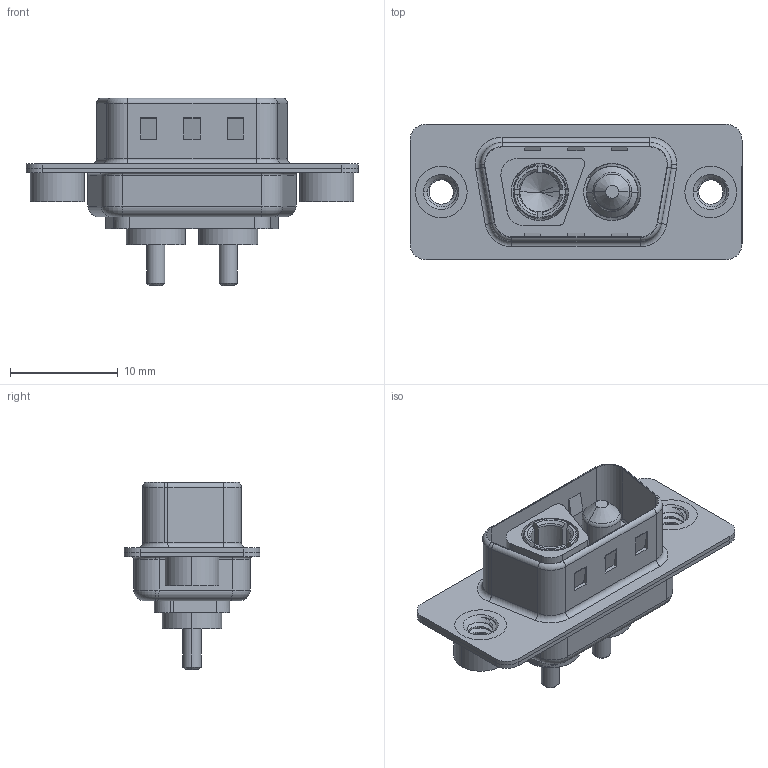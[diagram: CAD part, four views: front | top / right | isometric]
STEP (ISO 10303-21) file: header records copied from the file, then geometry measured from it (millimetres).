
FILE_DESCRIPTION (( 'STEP AP203' ), '1' );
FILE_NAME ('627-2WK2224-1N2.STEP', '2019-05-24T00:42:13', ( '' ), ( '' ), 'SwSTEP 2.0', 'SolidWorks 2016', '' );
FILE_SCHEMA (( 'CONFIG_CONTROL_DESIGN' ));
Length unit declared in the file: millimetre
Products named in the file (7): 627Combo Shell Rear_09 Contacts; 627Combo Shell Front_09 Contacts; 627Combo Threaded Rivet_2; Power Socket_10A S; Power Pin_10A S; 627-2WK2224-1N2; 627Combo Housing_2WK2
Assembly tree (7 placements, depth 2):
  627-2WK2224-1N2
    627Combo Housing_2WK2
    627Combo Shell Rear_09 Contacts
    627Combo Shell Front_09 Contacts
    627Combo Threaded Rivet_2  x2
    Power Socket_10A S
    Power Pin_10A S
Bounding box: 30.8 x 12.6 x 17.4 mm (x, y, z)
Volume: 1516.4 mm3; surface area: 3924.9 mm2
Topology: 9 solids, 9 shells, 429 faces, 1068 edges, 673 vertices
Faces by surface type: cylinder 176, plane 151, torus 56, cone 36, bspline 10
Entity records: 14188 total; most frequent: CARTESIAN_POINT 3819, DIRECTION 2109, ORIENTED_EDGE 1962, EDGE_CURVE 981, AXIS2_PLACEMENT_3D 816, VERTEX_POINT 621, VECTOR 477, LINE 477
